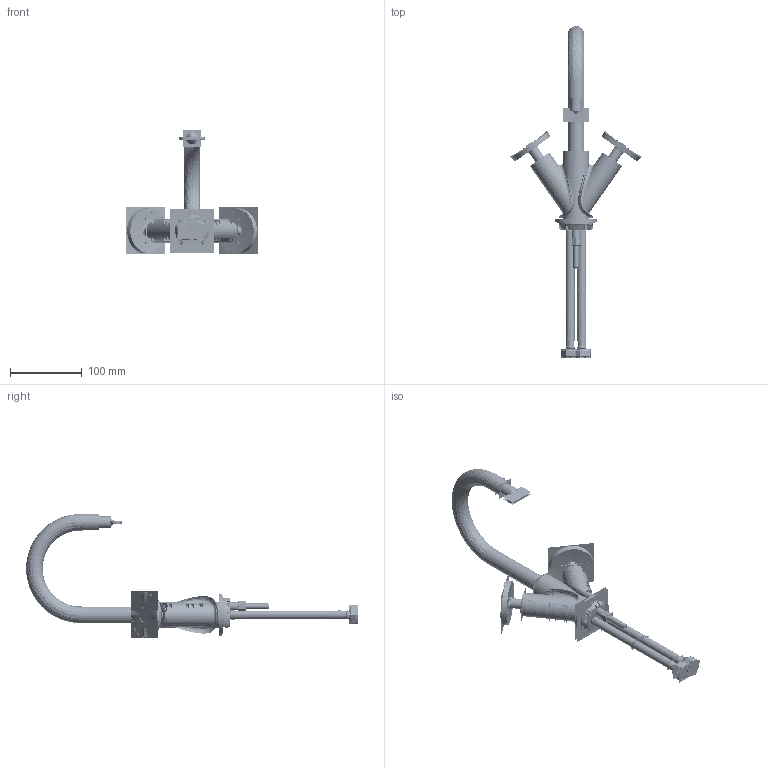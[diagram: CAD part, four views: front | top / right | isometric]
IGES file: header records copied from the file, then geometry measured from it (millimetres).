
Start section:  PTC IGES file: RIV8.igs
Global section: file name: RIV8.igs; native system: Pro/ENGINEER by Parametric Technology Corporation; preprocessor: 2009360; author: user321; organization: Unknown; date: 20200406.082424; units: millimetre
Bounding box: 184.03 x 462.25 x 173.72 mm (x, y, z)
Volume: 269448.5 mm3; surface area: 1681944.8 mm2
Topology: 57 solids, 94 shells, 5668 faces, 29404 edges, 37651 vertices
Faces by surface type: revolution 2922, bspline 2730, extrusion 16
